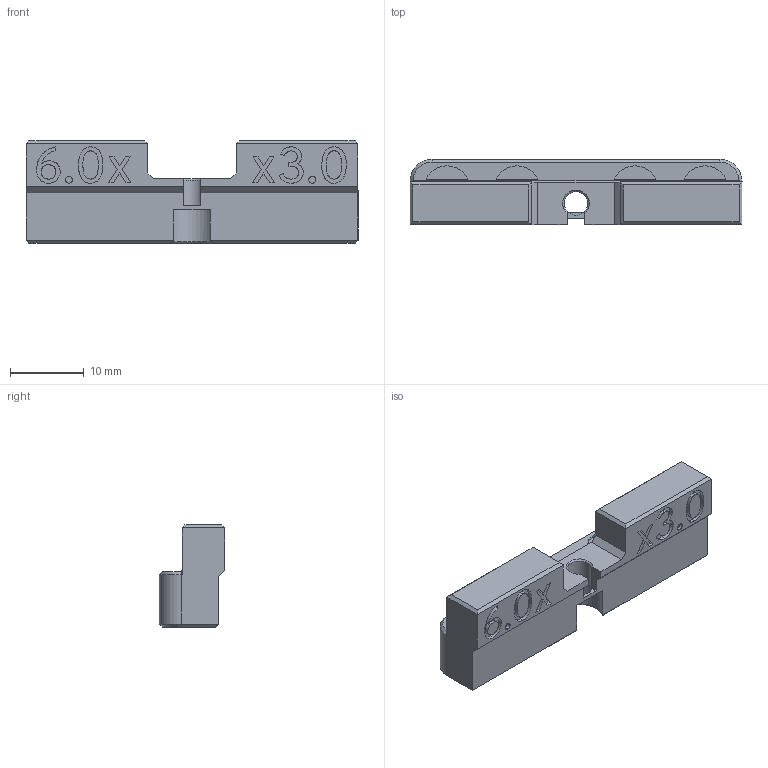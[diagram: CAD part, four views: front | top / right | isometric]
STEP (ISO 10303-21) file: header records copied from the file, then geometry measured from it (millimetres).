
FILE_DESCRIPTION(('FreeCAD Model'),'2;1');
FILE_NAME('Open CASCADE Shape Model','2025-06-17T11:53:12',(''),(''), 'Open CASCADE STEP processor 7.7','FreeCAD','Unknown');
FILE_SCHEMA(('AUTOMOTIVE_DESIGN { 1 0 10303 214 1 1 1 1 }'));
Length unit declared in the file: millimetre
Products named in the file (1): frame_6.0x3.0magnet_7.5mm_door__+mesh
Bounding box: 45 x 8.9 x 13.84 mm (x, y, z)
Volume: 3373.9 mm3; surface area: 2467.1 mm2
Topology: 1 solids, 1 shells, 307 faces, 880 edges, 595 vertices
Faces by surface type: plane 119, cylinder 108, extrusion 68, cone 12
Full cylindrical faces by diameter (mm): 3.2 x1, 6.2 x4
Entity records: 13602 total; most frequent: CARTESIAN_POINT 5650, ORIENTED_EDGE 1760, DIRECTION 1479, EDGE_CURVE 880, VERTEX_POINT 595, VECTOR 505, AXIS2_PLACEMENT_3D 487, LINE 437
